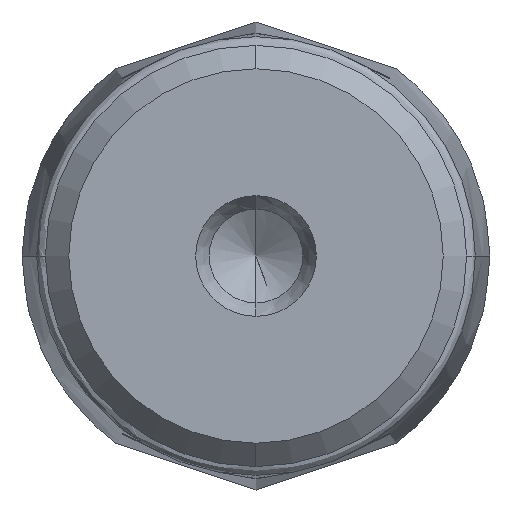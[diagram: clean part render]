
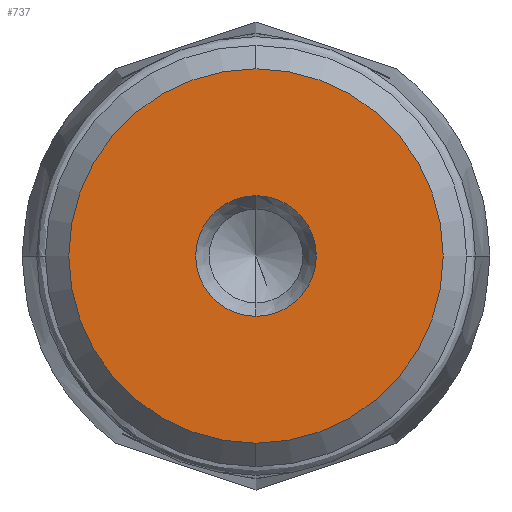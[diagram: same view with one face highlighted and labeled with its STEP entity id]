
A CAD part, left-side view. The second image highlights one B-rep face of the part: STEP entity #737.
In plain terms, the highlighted planar face has unit normal (-1, 0, 0).
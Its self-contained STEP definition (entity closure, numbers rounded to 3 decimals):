
#36 = ORIENTED_EDGE ( 'NONE', *, *, #873, .T. ) ;
#178 = VERTEX_POINT ( 'NONE', #842 ) ;
#205 = ORIENTED_EDGE ( 'NONE', *, *, #3556, .F. ) ;
#216 = DIRECTION ( 'NONE',  ( -1., 0., 0. ) ) ;
#235 = ORIENTED_EDGE ( 'NONE', *, *, #2966, .T. ) ;
#318 = CIRCLE ( 'NONE', #3086, 8. ) ;
#353 = DIRECTION ( 'NONE',  ( -1., 0., 0. ) ) ;
#480 = VERTEX_POINT ( 'NONE', #634 ) ;
#500 = CARTESIAN_POINT ( 'NONE',  ( 0., 0., 0. ) ) ;
#530 = DIRECTION ( 'NONE',  ( 0., 0., -1. ) ) ;
#634 = CARTESIAN_POINT ( 'NONE',  ( 0., 0., 8. ) ) ;
#689 = EDGE_CURVE ( 'NONE', #2187, #2066, #1707, .T. ) ;
#723 = AXIS2_PLACEMENT_3D ( 'NONE', #3072, #1459, #530 ) ;
#737 = ADVANCED_FACE ( 'NONE', ( #3593, #1818 ), #2453, .F. ) ;
#842 = CARTESIAN_POINT ( 'NONE',  ( 0., 0., -8. ) ) ;
#846 = CIRCLE ( 'NONE', #1155, 8. ) ;
#873 = EDGE_CURVE ( 'NONE', #480, #178, #846, .T. ) ;
#948 = CIRCLE ( 'NONE', #2030, 2.577 ) ;
#966 = CARTESIAN_POINT ( 'NONE',  ( 0., 0., 0. ) ) ;
#987 = CARTESIAN_POINT ( 'NONE',  ( 0., 0., -2.577 ) ) ;
#1155 = AXIS2_PLACEMENT_3D ( 'NONE', #500, #216, #2125 ) ;
#1459 = DIRECTION ( 'NONE',  ( 1., 0., 0. ) ) ;
#1707 = CIRCLE ( 'NONE', #3168, 2.577 ) ;
#1818 = FACE_OUTER_BOUND ( 'NONE', #2687, .T. ) ;
#1917 = EDGE_LOOP ( 'NONE', ( #205, #2059 ) ) ;
#2030 = AXIS2_PLACEMENT_3D ( 'NONE', #3449, #3474, #4119 ) ;
#2059 = ORIENTED_EDGE ( 'NONE', *, *, #689, .F. ) ;
#2066 = VERTEX_POINT ( 'NONE', #3885 ) ;
#2125 = DIRECTION ( 'NONE',  ( 0., 0., 1. ) ) ;
#2187 = VERTEX_POINT ( 'NONE', #987 ) ;
#2258 = DIRECTION ( 'NONE',  ( -1., 0., 0. ) ) ;
#2453 = PLANE ( 'NONE',  #723 ) ;
#2687 = EDGE_LOOP ( 'NONE', ( #235, #36 ) ) ;
#2958 = DIRECTION ( 'NONE',  ( 0., 0., 1. ) ) ;
#2966 = EDGE_CURVE ( 'NONE', #178, #480, #318, .T. ) ;
#3072 = CARTESIAN_POINT ( 'NONE',  ( 0., 0., 0. ) ) ;
#3086 = AXIS2_PLACEMENT_3D ( 'NONE', #4114, #2258, #3159 ) ;
#3159 = DIRECTION ( 'NONE',  ( 0., 0., 1. ) ) ;
#3168 = AXIS2_PLACEMENT_3D ( 'NONE', #966, #353, #2958 ) ;
#3449 = CARTESIAN_POINT ( 'NONE',  ( 0., 0., 0. ) ) ;
#3474 = DIRECTION ( 'NONE',  ( -1., 0., 0. ) ) ;
#3556 = EDGE_CURVE ( 'NONE', #2066, #2187, #948, .T. ) ;
#3593 = FACE_BOUND ( 'NONE', #1917, .T. ) ;
#3885 = CARTESIAN_POINT ( 'NONE',  ( 0., 0., 2.577 ) ) ;
#4114 = CARTESIAN_POINT ( 'NONE',  ( 0., 0., 0. ) ) ;
#4119 = DIRECTION ( 'NONE',  ( 0., 0., 1. ) ) ;
